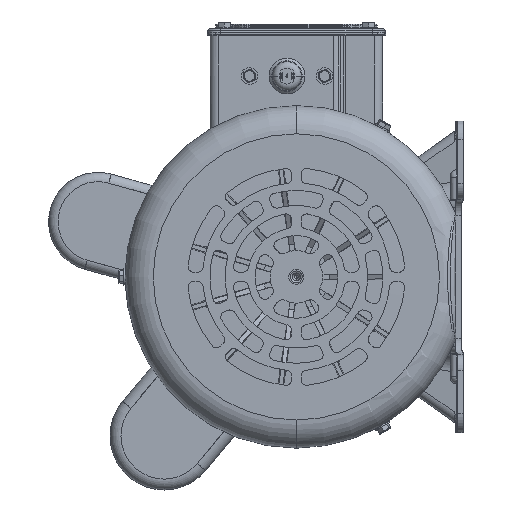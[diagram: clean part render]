
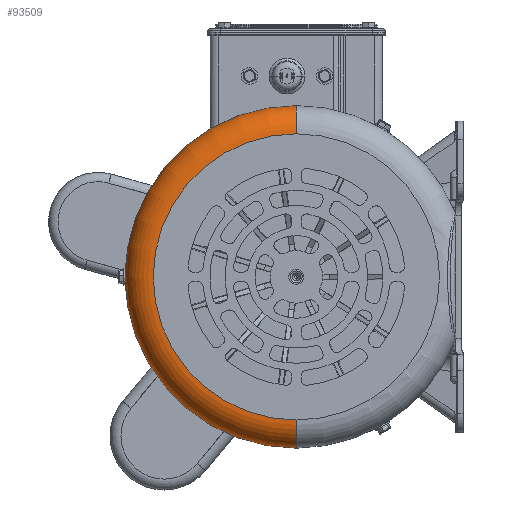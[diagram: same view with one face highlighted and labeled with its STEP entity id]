
A CAD part, left-side view. The second image highlights one B-rep face of the part: STEP entity #93509.
In plain terms, the highlighted toroidal (fillet/blend) face has major radius 76.25 mm and minor radius 15 mm.
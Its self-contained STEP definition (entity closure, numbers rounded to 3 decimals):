
#2463 = ORIENTED_EDGE ( 'NONE', *, *, #87814, .T. ) ;
#2868 = DIRECTION ( 'NONE',  ( 0., 0., 1. ) ) ;
#4674 = DIRECTION ( 'NONE',  ( 1., 0., 0. ) ) ;
#13945 = DIRECTION ( 'NONE',  ( -1., 0., 0. ) ) ;
#22951 = DIRECTION ( 'NONE',  ( 0., 1., 0. ) ) ;
#28354 = CARTESIAN_POINT ( 'NONE',  ( -91.25, 0., 37. ) ) ;
#28414 = CIRCLE ( 'NONE', #93207, 76.25 ) ;
#29049 = AXIS2_PLACEMENT_3D ( 'NONE', #94571, #115935, #95000 ) ;
#33657 = CARTESIAN_POINT ( 'NONE',  ( -76.25, 0., 37. ) ) ;
#34286 = AXIS2_PLACEMENT_3D ( 'NONE', #82481, #70504, #92782 ) ;
#34708 = AXIS2_PLACEMENT_3D ( 'NONE', #33657, #22951, #13945 ) ;
#39390 = FACE_OUTER_BOUND ( 'NONE', #53491, .T. ) ;
#41436 = VERTEX_POINT ( 'NONE', #60510 ) ;
#44944 = CARTESIAN_POINT ( 'NONE',  ( 0., 0., 52. ) ) ;
#45322 = CARTESIAN_POINT ( 'NONE',  ( 0., 0., 37. ) ) ;
#53491 = EDGE_LOOP ( 'NONE', ( #104817, #2463, #107135, #105063 ) ) ;
#60510 = CARTESIAN_POINT ( 'NONE',  ( 76.25, 0., 52. ) ) ;
#70504 = DIRECTION ( 'NONE',  ( 0., 0., 1. ) ) ;
#76708 = EDGE_CURVE ( 'NONE', #41436, #105668, #28414, .T. ) ;
#82481 = CARTESIAN_POINT ( 'NONE',  ( 0., 0., 37. ) ) ;
#87814 = EDGE_CURVE ( 'NONE', #114490, #105668, #101351, .T. ) ;
#91643 = CIRCLE ( 'NONE', #109691, 91.25 ) ;
#92422 = CARTESIAN_POINT ( 'NONE',  ( 91.25, 0., 37. ) ) ;
#92782 = DIRECTION ( 'NONE',  ( 1., 0., 0. ) ) ;
#93207 = AXIS2_PLACEMENT_3D ( 'NONE', #44944, #126866, #4674 ) ;
#93509 = ADVANCED_FACE ( 'NONE', ( #39390 ), #128749, .T. ) ;
#94571 = CARTESIAN_POINT ( 'NONE',  ( 76.25, 0., 37. ) ) ;
#95000 = DIRECTION ( 'NONE',  ( 0., 0., -1. ) ) ;
#95159 = DIRECTION ( 'NONE',  ( 1., 0., 0. ) ) ;
#96822 = CARTESIAN_POINT ( 'NONE',  ( -76.25, 0., 52. ) ) ;
#101351 = CIRCLE ( 'NONE', #34708, 15. ) ;
#101957 = EDGE_CURVE ( 'NONE', #105467, #41436, #129215, .T. ) ;
#104817 = ORIENTED_EDGE ( 'NONE', *, *, #115494, .T. ) ;
#105063 = ORIENTED_EDGE ( 'NONE', *, *, #101957, .F. ) ;
#105467 = VERTEX_POINT ( 'NONE', #92422 ) ;
#105668 = VERTEX_POINT ( 'NONE', #96822 ) ;
#107135 = ORIENTED_EDGE ( 'NONE', *, *, #76708, .F. ) ;
#109691 = AXIS2_PLACEMENT_3D ( 'NONE', #45322, #2868, #95159 ) ;
#114490 = VERTEX_POINT ( 'NONE', #28354 ) ;
#115494 = EDGE_CURVE ( 'NONE', #105467, #114490, #91643, .T. ) ;
#115935 = DIRECTION ( 'NONE',  ( 0., -1., 0. ) ) ;
#126866 = DIRECTION ( 'NONE',  ( 0., 0., 1. ) ) ;
#128749 = TOROIDAL_SURFACE ( 'NONE', #34286, 76.25, 15. ) ;
#129215 = CIRCLE ( 'NONE', #29049, 15. ) ;
